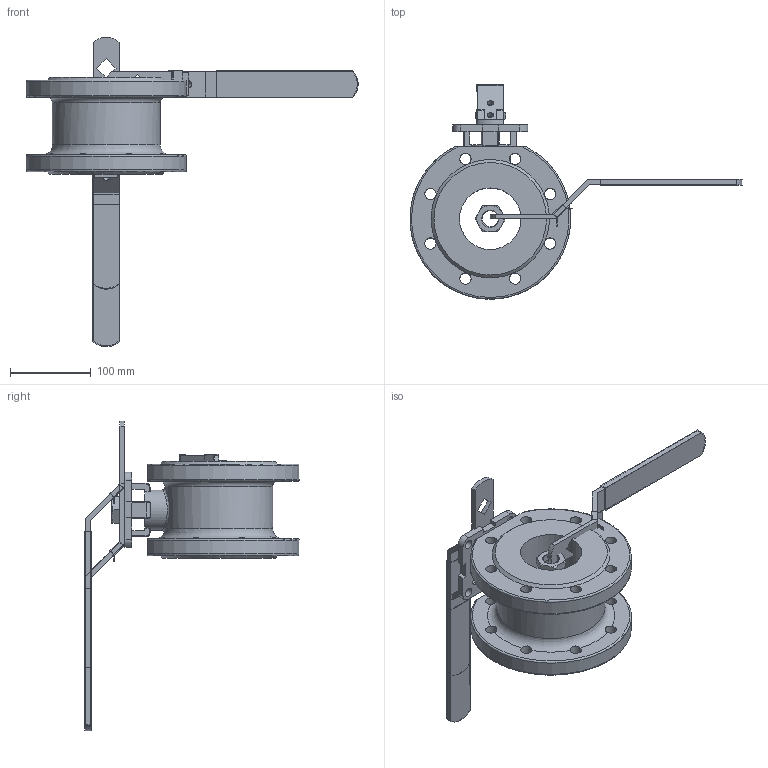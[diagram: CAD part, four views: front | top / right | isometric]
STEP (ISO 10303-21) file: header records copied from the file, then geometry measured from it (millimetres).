
FILE_DESCRIPTION( ( 'Unknown' ), '1' );
FILE_NAME( '8.440.080.stp', 'Unknown', ( 'Unknown' ), ( 'Unknown' ), 'PSStep 13.0', 'Unknown', ' ' );
FILE_SCHEMA( ( 'AUTOMOTIVE_DESIGN { 1 0 10303 214 1 1 1 1 }' ) );
Length unit declared in the file: millimetre
Products named in the file (7): Hebel DN80_100; Assem1; Schlie_S__lasche_2; Hebel_2; G_2; 8.440.080; MutterM22_sehr flach
Bounding box: 410.06 x 264.82 x 381.84 mm (x, y, z)
Volume: 4050389 mm3; surface area: 578069.6 mm2
Topology: 13 solids, 13 shells, 554 faces, 1625 edges, 1038 vertices
Faces by surface type: plane 289, cylinder 139, bspline 56, cone 42, torus 28
Full cylindrical faces by diameter (mm): 8 x9, 9 x8, 11 x8, 14 x32, 19.5 x2, 22 x2, 22.2 x2, 24.4 x2, 30.8 x2, 50 x2, 55 x2, 76 x2, 133 x2
Entity records: 20709 total; most frequent: CARTESIAN_POINT 12333, ORIENTED_EDGE 1352, DIRECTION 1205, EDGE_CURVE 676, VERTEX_POINT 449, AXIS2_PLACEMENT_3D 430, LINE 345, VECTOR 345
